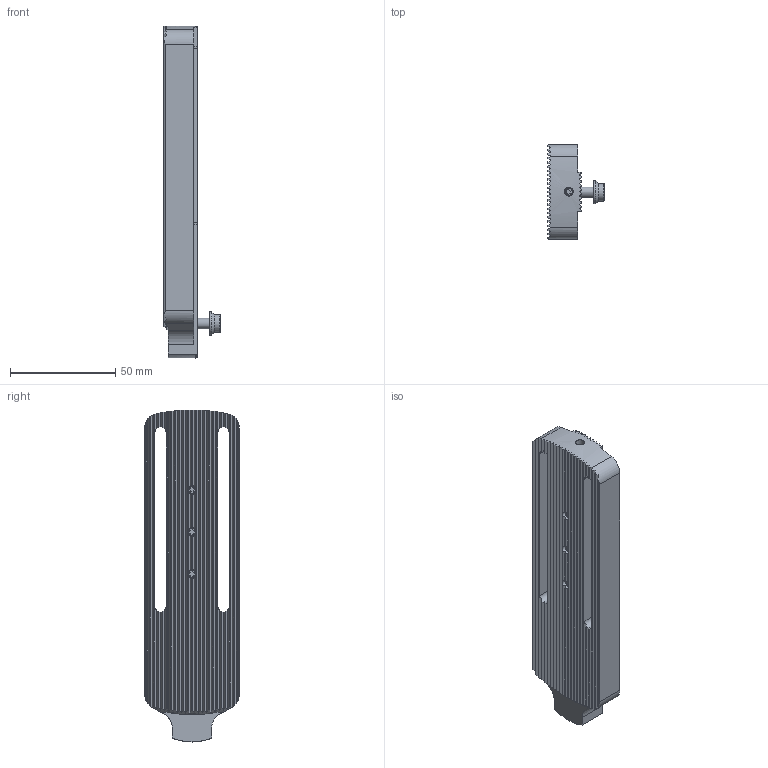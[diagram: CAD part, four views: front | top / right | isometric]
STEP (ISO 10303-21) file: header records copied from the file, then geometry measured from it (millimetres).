
FILE_DESCRIPTION (( 'STEP AP214' ), '1' );
FILE_NAME ('MH1.BV2.K02.015.STEP', '2021-06-10T10:13:33', ( '' ), ( '' ), 'SwSTEP 2.0', 'SolidWorks 2017', '' );
FILE_SCHEMA (( 'AUTOMOTIVE_DESIGN' ));
Length unit declared in the file: millimetre
Products named in the file (5): BN 1392 - M5 x 16; ISO 4026 - M4 x 5; MH1-BV2.K02.015_B; MH1.BV2.K02.015; KVT_MB_600_040
Assembly tree (7 placements, depth 2):
  MH1.BV2.K02.015
    MH1-BV2.K02.015_B
    BN 1392 - M5 x 16
    ISO 4026 - M4 x 5  x4
    KVT_MB_600_040
Bounding box: 26.78 x 45 x 158 mm (x, y, z)
Volume: 73026.1 mm3; surface area: 31664.3 mm2
Topology: 8 solids, 8 shells, 1068 faces, 2855 edges, 1846 vertices
Faces by surface type: plane 708, bspline 221, cylinder 98, cone 38, torus 2, sphere 1
Full cylindrical faces by diameter (mm): 2 x1, 3 x1, 3.3 x5, 4 x7, 4.2 x8, 5 x1, 5.5 x2, 8.5 x1, 11 x1
Entity records: 45427 total; most frequent: CARTESIAN_POINT 21870, ORIENTED_EDGE 5414, DIRECTION 3738, EDGE_CURVE 2707, VERTEX_POINT 1777, VECTOR 1738, LINE 1738, EDGE_LOOP 1140
